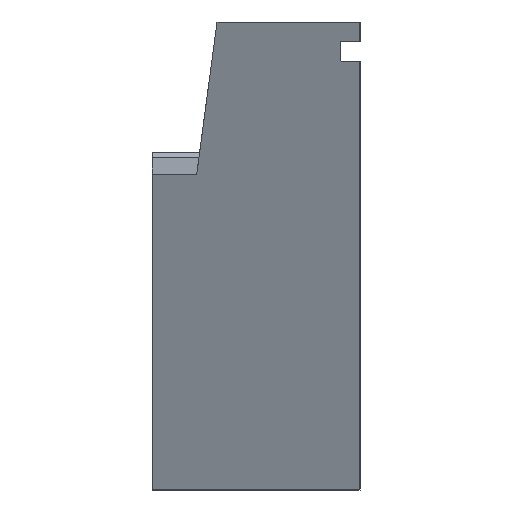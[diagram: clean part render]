
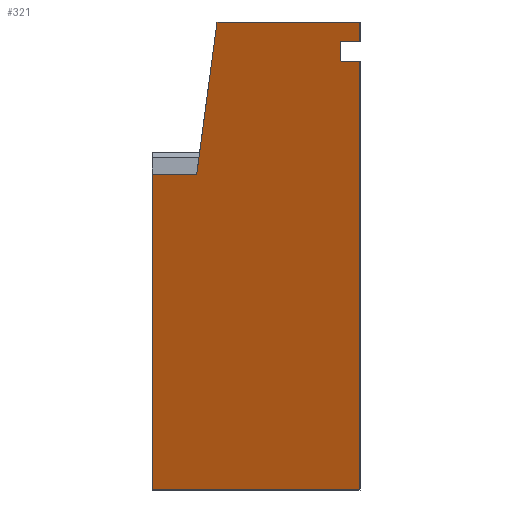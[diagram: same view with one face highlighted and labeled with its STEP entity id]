
A CAD part, left-side view. The second image highlights one B-rep face of the part: STEP entity #321.
In plain terms, the highlighted planar face has unit normal (-0.94, 0, -0.342).
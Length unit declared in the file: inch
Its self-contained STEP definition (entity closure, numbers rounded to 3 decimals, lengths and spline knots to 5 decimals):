
#15=FACE_OUTER_BOUND('',#32,.T.);
#32=EDGE_LOOP('',(#214,#215,#216,#217,#218,#219,#220,#221,#222,#223));
#49=LINE('',#454,#94);
#50=LINE('',#456,#95);
#51=LINE('',#458,#96);
#52=LINE('',#460,#97);
#53=LINE('',#462,#98);
#54=LINE('',#464,#99);
#55=LINE('',#466,#100);
#56=LINE('',#468,#101);
#57=LINE('',#470,#102);
#58=LINE('',#471,#103);
#94=VECTOR('',#373,0.3937);
#95=VECTOR('',#374,0.3937);
#96=VECTOR('',#375,0.3937);
#97=VECTOR('',#376,0.3937);
#98=VECTOR('',#377,0.3937);
#99=VECTOR('',#378,0.3937);
#100=VECTOR('',#379,0.3937);
#101=VECTOR('',#380,0.3937);
#102=VECTOR('',#381,0.3937);
#103=VECTOR('',#382,0.3937);
#139=VERTEX_POINT('',#452);
#140=VERTEX_POINT('',#453);
#141=VERTEX_POINT('',#455);
#142=VERTEX_POINT('',#457);
#143=VERTEX_POINT('',#459);
#144=VERTEX_POINT('',#461);
#145=VERTEX_POINT('',#463);
#146=VERTEX_POINT('',#465);
#147=VERTEX_POINT('',#467);
#148=VERTEX_POINT('',#469);
#169=EDGE_CURVE('',#139,#140,#49,.T.);
#170=EDGE_CURVE('',#141,#139,#50,.T.);
#171=EDGE_CURVE('',#142,#141,#51,.T.);
#172=EDGE_CURVE('',#143,#142,#52,.T.);
#173=EDGE_CURVE('',#144,#143,#53,.T.);
#174=EDGE_CURVE('',#145,#144,#54,.T.);
#175=EDGE_CURVE('',#146,#145,#55,.T.);
#176=EDGE_CURVE('',#147,#146,#56,.T.);
#177=EDGE_CURVE('',#148,#147,#57,.T.);
#178=EDGE_CURVE('',#140,#148,#58,.T.);
#214=ORIENTED_EDGE('',*,*,#169,.F.);
#215=ORIENTED_EDGE('',*,*,#170,.F.);
#216=ORIENTED_EDGE('',*,*,#171,.F.);
#217=ORIENTED_EDGE('',*,*,#172,.F.);
#218=ORIENTED_EDGE('',*,*,#173,.F.);
#219=ORIENTED_EDGE('',*,*,#174,.F.);
#220=ORIENTED_EDGE('',*,*,#175,.F.);
#221=ORIENTED_EDGE('',*,*,#176,.F.);
#222=ORIENTED_EDGE('',*,*,#177,.F.);
#223=ORIENTED_EDGE('',*,*,#178,.F.);
#304=PLANE('',#352);
#321=ADVANCED_FACE('',(#15),#304,.F.);
#352=AXIS2_PLACEMENT_3D('',#451,#371,#372);
#371=DIRECTION('center_axis',(0.94,0.,0.342));
#372=DIRECTION('ref_axis',(0.342,0.,-0.94));
#373=DIRECTION('',(0.,1.,0.));
#374=DIRECTION('',(0.342,0.,-0.94));
#375=DIRECTION('',(0.,-1.,0.));
#376=DIRECTION('',(0.342,0.,-0.94));
#377=DIRECTION('',(0.,1.,0.));
#378=DIRECTION('',(0.342,0.,-0.94));
#379=DIRECTION('',(0.,-1.,0.));
#380=DIRECTION('',(-0.339,-0.124,0.932));
#381=DIRECTION('',(0.,-1.,0.));
#382=DIRECTION('',(-0.342,0.,0.94));
#451=CARTESIAN_POINT('Origin',(-0.58853,-4.25,1.98244));
#452=CARTESIAN_POINT('',(3.04478,-4.25,-8.));
#453=CARTESIAN_POINT('',(3.04478,-0.25,-8.));
#454=CARTESIAN_POINT('',(3.04478,-2.25,-8.));
#455=CARTESIAN_POINT('',(0.04203,-4.25,0.25));
#456=CARTESIAN_POINT('',(4.97611,-4.25,-13.30627));
#457=CARTESIAN_POINT('',(0.04203,-3.875,0.25));
#458=CARTESIAN_POINT('',(0.04203,-4.25,0.25));
#459=CARTESIAN_POINT('',(-0.09446,-3.875,0.625));
#460=CARTESIAN_POINT('',(3.65036,-3.875,-9.6638));
#461=CARTESIAN_POINT('',(-0.09446,-4.25,0.625));
#462=CARTESIAN_POINT('',(-0.09446,-4.0625,0.625));
#463=CARTESIAN_POINT('',(-0.23095,-4.25,1.));
#464=CARTESIAN_POINT('',(3.5901,-4.25,-9.49824));
#465=CARTESIAN_POINT('',(-0.23095,-1.5,1.));
#466=CARTESIAN_POINT('',(-0.23095,-4.25,1.));
#467=CARTESIAN_POINT('',(0.83449,-1.1097,-1.92727));
#468=CARTESIAN_POINT('',(3.4137,-0.16486,-9.01359));
#469=CARTESIAN_POINT('',(0.83449,-0.25,-1.92727));
#470=CARTESIAN_POINT('',(0.83449,-2.125,-1.92727));
#471=CARTESIAN_POINT('',(4.73506,-0.25,-12.644));
